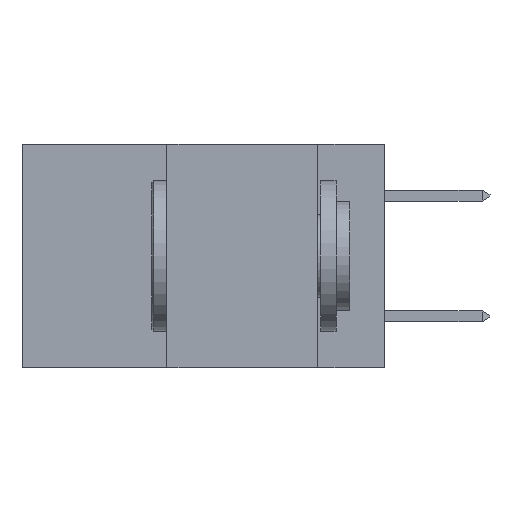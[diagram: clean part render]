
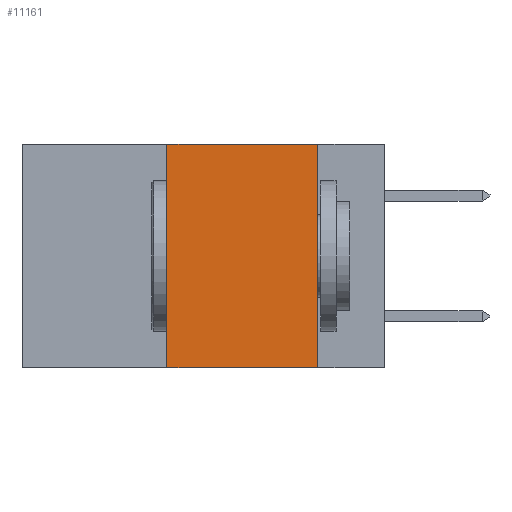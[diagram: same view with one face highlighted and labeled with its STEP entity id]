
A CAD part, left-side view. The second image highlights one B-rep face of the part: STEP entity #11161.
In plain terms, the highlighted planar face has unit normal (-1, 0, 0).
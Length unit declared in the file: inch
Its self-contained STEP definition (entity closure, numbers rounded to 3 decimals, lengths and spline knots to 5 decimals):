
#650 = VECTOR ( 'NONE', #12674, 39.37008 ) ;
#718 = LINE ( 'NONE', #3760, #19836 ) ;
#1294 = VECTOR ( 'NONE', #3501, 39.37008 ) ;
#1964 = CARTESIAN_POINT ( 'NONE',  ( 0., 0.36, 0. ) ) ;
#3143 = EDGE_CURVE ( 'NONE', #15026, #4328, #4069, .T. ) ;
#3501 = DIRECTION ( 'NONE',  ( 0., 0., 1. ) ) ;
#3579 = PLANE ( 'NONE',  #16576 ) ;
#3760 = CARTESIAN_POINT ( 'NONE',  ( 0., 0.11, 0. ) ) ;
#3858 = ORIENTED_EDGE ( 'NONE', *, *, #14366, .T. ) ;
#4069 = LINE ( 'NONE', #11523, #1294 ) ;
#4328 = VERTEX_POINT ( 'NONE', #1964 ) ;
#5098 = VERTEX_POINT ( 'NONE', #15447 ) ;
#5459 = DIRECTION ( 'NONE',  ( 0., -1., 0. ) ) ;
#6420 = CARTESIAN_POINT ( 'NONE',  ( 0., 0.36, -0.37 ) ) ;
#6657 = LINE ( 'NONE', #10319, #19207 ) ;
#7024 = CARTESIAN_POINT ( 'NONE',  ( 0., 0.6, 0. ) ) ;
#8074 = FACE_OUTER_BOUND ( 'NONE', #10054, .T. ) ;
#8317 = ORIENTED_EDGE ( 'NONE', *, *, #3143, .F. ) ;
#8442 = CARTESIAN_POINT ( 'NONE',  ( 0., 0.11, 0. ) ) ;
#10054 = EDGE_LOOP ( 'NONE', ( #11013, #16044, #8317, #3858 ) ) ;
#10319 = CARTESIAN_POINT ( 'NONE',  ( 0., 0.6, 0. ) ) ;
#11013 = ORIENTED_EDGE ( 'NONE', *, *, #18489, .F. ) ;
#11161 = ADVANCED_FACE ( 'NONE', ( #8074 ), #3579, .F. ) ;
#11523 = CARTESIAN_POINT ( 'NONE',  ( 0., 0.36, 0. ) ) ;
#12674 = DIRECTION ( 'NONE',  ( 0., -1., 0. ) ) ;
#12728 = LINE ( 'NONE', #16986, #650 ) ;
#13643 = DIRECTION ( 'NONE',  ( 1., 0., 0. ) ) ;
#14366 = EDGE_CURVE ( 'NONE', #15026, #5098, #12728, .T. ) ;
#15026 = VERTEX_POINT ( 'NONE', #6420 ) ;
#15162 = EDGE_CURVE ( 'NONE', #4328, #15778, #6657, .T. ) ;
#15447 = CARTESIAN_POINT ( 'NONE',  ( 0., 0.11, -0.37 ) ) ;
#15778 = VERTEX_POINT ( 'NONE', #8442 ) ;
#16044 = ORIENTED_EDGE ( 'NONE', *, *, #15162, .F. ) ;
#16576 = AXIS2_PLACEMENT_3D ( 'NONE', #7024, #13643, #16868 ) ;
#16868 = DIRECTION ( 'NONE',  ( 0., 0., -1. ) ) ;
#16986 = CARTESIAN_POINT ( 'NONE',  ( 0., 0.6, -0.37 ) ) ;
#18311 = DIRECTION ( 'NONE',  ( 0., 0., -1. ) ) ;
#18489 = EDGE_CURVE ( 'NONE', #15778, #5098, #718, .T. ) ;
#19207 = VECTOR ( 'NONE', #5459, 39.37008 ) ;
#19836 = VECTOR ( 'NONE', #18311, 39.37008 ) ;
